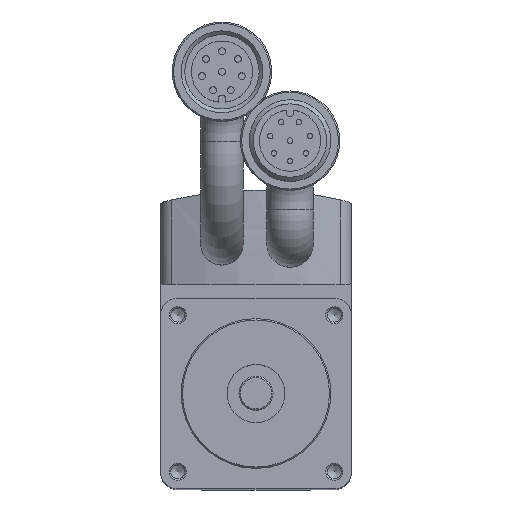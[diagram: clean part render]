
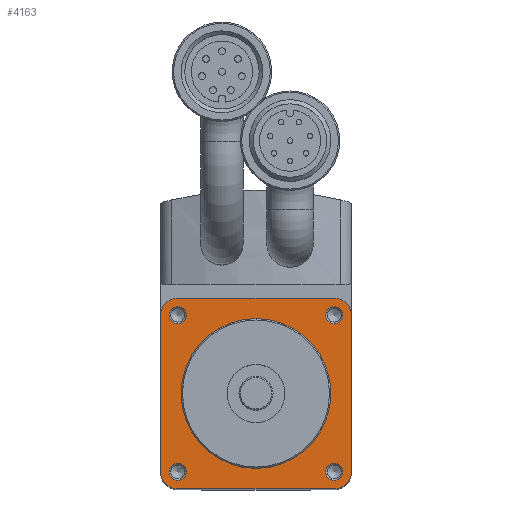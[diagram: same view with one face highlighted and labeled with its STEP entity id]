
A CAD part, top view. The second image highlights one B-rep face of the part: STEP entity #4163.
In plain terms, the highlighted planar face has unit normal (0, 0, 1).
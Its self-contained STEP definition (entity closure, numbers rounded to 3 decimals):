
#303=CIRCLE('',#4498,2.5);
#305=CIRCLE('',#4502,2.5);
#306=CIRCLE('',#4505,2.5);
#308=CIRCLE('',#4509,2.5);
#310=CIRCLE('',#4512,1.25);
#311=CIRCLE('',#4513,1.25);
#312=CIRCLE('',#4514,1.25);
#313=CIRCLE('',#4515,1.25);
#314=CIRCLE('',#4516,11.);
#675=ORIENTED_EDGE('',*,*,#1816,.T.);
#676=ORIENTED_EDGE('',*,*,#1817,.T.);
#677=ORIENTED_EDGE('',*,*,#1818,.T.);
#678=ORIENTED_EDGE('',*,*,#1819,.T.);
#679=ORIENTED_EDGE('',*,*,#1820,.F.);
#680=ORIENTED_EDGE('',*,*,#1781,.T.);
#681=ORIENTED_EDGE('',*,*,#1794,.T.);
#682=ORIENTED_EDGE('',*,*,#1797,.T.);
#683=ORIENTED_EDGE('',*,*,#1800,.T.);
#684=ORIENTED_EDGE('',*,*,#1807,.T.);
#685=ORIENTED_EDGE('',*,*,#1808,.T.);
#686=ORIENTED_EDGE('',*,*,#1811,.T.);
#687=ORIENTED_EDGE('',*,*,#1814,.T.);
#1781=EDGE_CURVE('',#2350,#2349,#2693,.T.);
#1794=EDGE_CURVE('',#2349,#2360,#303,.T.);
#1797=EDGE_CURVE('',#2360,#2362,#2705,.T.);
#1800=EDGE_CURVE('',#2362,#2364,#305,.T.);
#1807=EDGE_CURVE('',#2364,#2370,#2713,.T.);
#1808=EDGE_CURVE('',#2370,#2371,#306,.T.);
#1811=EDGE_CURVE('',#2371,#2373,#2715,.T.);
#1814=EDGE_CURVE('',#2373,#2350,#308,.T.);
#1816=EDGE_CURVE('',#2375,#2375,#310,.T.);
#1817=EDGE_CURVE('',#2376,#2376,#311,.T.);
#1818=EDGE_CURVE('',#2377,#2377,#312,.T.);
#1819=EDGE_CURVE('',#2378,#2378,#313,.T.);
#1820=EDGE_CURVE('',#2379,#2379,#314,.T.);
#2349=VERTEX_POINT('',#6696);
#2350=VERTEX_POINT('',#6698);
#2360=VERTEX_POINT('',#6722);
#2362=VERTEX_POINT('',#6728);
#2364=VERTEX_POINT('',#6734);
#2370=VERTEX_POINT('',#6748);
#2371=VERTEX_POINT('',#6752);
#2373=VERTEX_POINT('',#6758);
#2375=VERTEX_POINT('',#6767);
#2376=VERTEX_POINT('',#6769);
#2377=VERTEX_POINT('',#6771);
#2378=VERTEX_POINT('',#6773);
#2379=VERTEX_POINT('',#6775);
#2693=LINE('',#6697,#2948);
#2705=LINE('',#6729,#2960);
#2713=LINE('',#6749,#2968);
#2715=LINE('',#6757,#2970);
#2948=VECTOR('',#5109,1000.);
#2960=VECTOR('',#5135,1000.);
#2968=VECTOR('',#5151,1000.);
#2970=VECTOR('',#5161,1000.);
#3218=EDGE_LOOP('',(#675));
#3219=EDGE_LOOP('',(#676));
#3220=EDGE_LOOP('',(#677));
#3221=EDGE_LOOP('',(#678));
#3222=EDGE_LOOP('',(#679));
#3223=EDGE_LOOP('',(#680,#681,#682,#683,#684,#685,#686,#687));
#3626=FACE_BOUND('',#3218,.T.);
#3627=FACE_BOUND('',#3219,.T.);
#3628=FACE_BOUND('',#3220,.T.);
#3629=FACE_BOUND('',#3221,.T.);
#3630=FACE_BOUND('',#3222,.T.);
#3631=FACE_BOUND('',#3223,.T.);
#4007=PLANE('',#4511);
#4163=ADVANCED_FACE('',(#3626,#3627,#3628,#3629,#3630,#3631),#4007,.T.);
#4498=AXIS2_PLACEMENT_3D('',#6723,#5129,#5130);
#4502=AXIS2_PLACEMENT_3D('',#6735,#5141,#5142);
#4505=AXIS2_PLACEMENT_3D('',#6751,#5154,#5155);
#4509=AXIS2_PLACEMENT_3D('',#6763,#5166,#5167);
#4511=AXIS2_PLACEMENT_3D('',#6765,#5170,#5171);
#4512=AXIS2_PLACEMENT_3D('',#6766,#5172,#5173);
#4513=AXIS2_PLACEMENT_3D('',#6768,#5174,#5175);
#4514=AXIS2_PLACEMENT_3D('',#6770,#5176,#5177);
#4515=AXIS2_PLACEMENT_3D('',#6772,#5178,#5179);
#4516=AXIS2_PLACEMENT_3D('',#6774,#5180,#5181);
#5109=DIRECTION('',(0.,-1.,0.));
#5129=DIRECTION('',(0.,0.,1.));
#5130=DIRECTION('',(1.,0.,0.));
#5135=DIRECTION('',(1.,0.,0.));
#5141=DIRECTION('',(0.,0.,1.));
#5142=DIRECTION('',(1.,0.,0.));
#5151=DIRECTION('',(0.,1.,0.));
#5154=DIRECTION('',(0.,0.,1.));
#5155=DIRECTION('',(1.,0.,0.));
#5161=DIRECTION('',(-1.,0.,0.));
#5166=DIRECTION('',(0.,0.,1.));
#5167=DIRECTION('',(1.,0.,0.));
#5170=DIRECTION('',(0.,0.,1.));
#5171=DIRECTION('',(1.,0.,0.));
#5172=DIRECTION('',(0.,0.,-1.));
#5173=DIRECTION('',(-1.,0.,0.));
#5174=DIRECTION('',(0.,0.,-1.));
#5175=DIRECTION('',(-1.,0.,0.));
#5176=DIRECTION('',(0.,0.,-1.));
#5177=DIRECTION('',(-1.,0.,0.));
#5178=DIRECTION('',(0.,0.,-1.));
#5179=DIRECTION('',(-1.,0.,0.));
#5180=DIRECTION('',(0.,0.,1.));
#5181=DIRECTION('',(1.,0.,0.));
#6696=CARTESIAN_POINT('',(-14.,-11.5,0.));
#6697=CARTESIAN_POINT('',(-14.,11.5,0.));
#6698=CARTESIAN_POINT('',(-14.,11.5,0.));
#6722=CARTESIAN_POINT('',(-11.5,-14.,0.));
#6723=CARTESIAN_POINT('',(-11.5,-11.5,0.));
#6728=CARTESIAN_POINT('',(11.5,-14.,0.));
#6729=CARTESIAN_POINT('',(-11.5,-14.,0.));
#6734=CARTESIAN_POINT('',(14.,-11.5,0.));
#6735=CARTESIAN_POINT('',(11.5,-11.5,0.));
#6748=CARTESIAN_POINT('',(14.,11.5,0.));
#6749=CARTESIAN_POINT('',(14.,-11.5,0.));
#6751=CARTESIAN_POINT('',(11.5,11.5,0.));
#6752=CARTESIAN_POINT('',(11.5,14.,0.));
#6757=CARTESIAN_POINT('',(11.5,14.,0.));
#6758=CARTESIAN_POINT('',(-11.5,14.,0.));
#6763=CARTESIAN_POINT('',(-11.5,11.5,0.));
#6765=CARTESIAN_POINT('',(-11.5,-11.5,0.));
#6766=CARTESIAN_POINT('',(-11.5,-11.5,0.));
#6767=CARTESIAN_POINT('',(-12.75,-11.5,0.));
#6768=CARTESIAN_POINT('',(-11.5,11.5,0.));
#6769=CARTESIAN_POINT('',(-12.75,11.5,0.));
#6770=CARTESIAN_POINT('',(11.5,-11.5,0.));
#6771=CARTESIAN_POINT('',(10.25,-11.5,0.));
#6772=CARTESIAN_POINT('',(11.5,11.5,0.));
#6773=CARTESIAN_POINT('',(10.25,11.5,0.));
#6774=CARTESIAN_POINT('',(0.,0.,0.));
#6775=CARTESIAN_POINT('',(11.,0.,0.));
